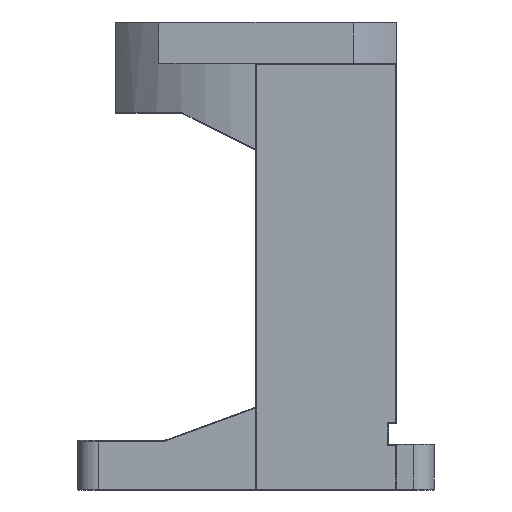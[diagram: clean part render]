
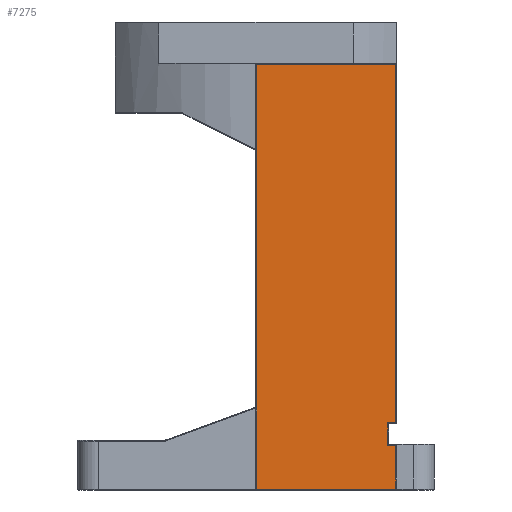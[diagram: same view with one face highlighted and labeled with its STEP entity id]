
A CAD part, left-side view. The second image highlights one B-rep face of the part: STEP entity #7275.
In plain terms, the highlighted planar face has unit normal (-1, 0, 0).
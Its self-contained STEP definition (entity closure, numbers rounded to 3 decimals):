
#3377 = VECTOR ( 'NONE', #3382, 1000. ) ;
#3382 = DIRECTION ( 'NONE',  ( 0., 1., 0. ) ) ;
#3548 = CARTESIAN_POINT ( 'NONE',  ( -44., -34., 4.8 ) ) ;
#3549 = LINE ( 'NONE', #3548, #3377 ) ;
#3641 = CARTESIAN_POINT ( 'NONE',  ( -44., -0.2, 96.8 ) ) ;
#3716 = CARTESIAN_POINT ( 'NONE',  ( -44., -31.8, 4.8 ) ) ;
#4055 = LINE ( 'NONE', #4064, #4063 ) ;
#4056 = CARTESIAN_POINT ( 'NONE',  ( -44., -33.8, 10.2 ) ) ;
#4057 = CARTESIAN_POINT ( 'NONE',  ( -44., -33.8, 96.8 ) ) ;
#4058 = DIRECTION ( 'NONE',  ( 0., 1., 0. ) ) ;
#4059 = VECTOR ( 'NONE', #4058, 1000. ) ;
#4060 = AXIS2_PLACEMENT_3D ( 'NONE', #4092, #4091, #4090 ) ;
#4061 = FACE_OUTER_BOUND ( 'NONE', #7282, .T. ) ;
#4062 = DIRECTION ( 'NONE',  ( 0., 0., 1. ) ) ;
#4063 = VECTOR ( 'NONE', #4062, 1000. ) ;
#4064 = CARTESIAN_POINT ( 'NONE',  ( -44., -33.8, 97. ) ) ;
#4065 = PLANE ( 'NONE',  #4060 ) ;
#4080 = CARTESIAN_POINT ( 'NONE',  ( -44., -33.8, 4.8 ) ) ;
#4082 = CARTESIAN_POINT ( 'NONE',  ( -44., 0., 96.8 ) ) ;
#4083 = LINE ( 'NONE', #4082, #4059 ) ;
#4084 = CARTESIAN_POINT ( 'NONE',  ( -44., -33.8, -5.8 ) ) ;
#4085 = DIRECTION ( 'NONE',  ( 0., -1., 0. ) ) ;
#4090 = DIRECTION ( 'NONE',  ( 0., -1., 0. ) ) ;
#4091 = DIRECTION ( 'NONE',  ( 1., 0., 0. ) ) ;
#4092 = CARTESIAN_POINT ( 'NONE',  ( -44., -34., 97. ) ) ;
#4094 = VECTOR ( 'NONE', #4085, 1000. ) ;
#4095 = CARTESIAN_POINT ( 'NONE',  ( -44., -34., -5.8 ) ) ;
#4096 = LINE ( 'NONE', #4095, #4094 ) ;
#4196 = DIRECTION ( 'NONE',  ( 0., 0., 1. ) ) ;
#4197 = VECTOR ( 'NONE', #4196, 1000. ) ;
#4198 = CARTESIAN_POINT ( 'NONE',  ( -44., -33.8, 5. ) ) ;
#4199 = LINE ( 'NONE', #4198, #4197 ) ;
#4200 = DIRECTION ( 'NONE',  ( 0., 0., -1. ) ) ;
#4201 = VECTOR ( 'NONE', #4200, 1000. ) ;
#4202 = CARTESIAN_POINT ( 'NONE',  ( -44., -0.2, 97. ) ) ;
#4203 = LINE ( 'NONE', #4202, #4201 ) ;
#4204 = CARTESIAN_POINT ( 'NONE',  ( -44., -0.2, -5.8 ) ) ;
#4205 = DIRECTION ( 'NONE',  ( 0., -1., 0. ) ) ;
#4206 = VECTOR ( 'NONE', #4205, 1000. ) ;
#4207 = CARTESIAN_POINT ( 'NONE',  ( -44., -34., 10.2 ) ) ;
#4208 = LINE ( 'NONE', #4207, #4206 ) ;
#4260 = CARTESIAN_POINT ( 'NONE',  ( -44., -31.8, 10.2 ) ) ;
#4263 = DIRECTION ( 'NONE',  ( 0., 0., 1. ) ) ;
#4264 = VECTOR ( 'NONE', #4263, 1000. ) ;
#4265 = CARTESIAN_POINT ( 'NONE',  ( -44., -31.8, 97. ) ) ;
#4266 = LINE ( 'NONE', #4265, #4264 ) ;
#7054 = EDGE_CURVE ( 'NONE', #7266, #7102, #3549, .T. ) ;
#7056 = VERTEX_POINT ( 'NONE', #3641 ) ;
#7102 = VERTEX_POINT ( 'NONE', #3716 ) ;
#7266 = VERTEX_POINT ( 'NONE', #4080 ) ;
#7267 = EDGE_CURVE ( 'NONE', #7389, #7268, #4096, .T. ) ;
#7268 = VERTEX_POINT ( 'NONE', #4084 ) ;
#7269 = EDGE_CURVE ( 'NONE', #7271, #7056, #4083, .T. ) ;
#7270 = ORIENTED_EDGE ( 'NONE', *, *, #7269, .T. ) ;
#7271 = VERTEX_POINT ( 'NONE', #4057 ) ;
#7272 = VERTEX_POINT ( 'NONE', #4056 ) ;
#7273 = EDGE_CURVE ( 'NONE', #7272, #7271, #4055, .T. ) ;
#7274 = ORIENTED_EDGE ( 'NONE', *, *, #7273, .T. ) ;
#7275 = ADVANCED_FACE ( 'NONE', ( #4061 ), #4065, .F. ) ;
#7282 = EDGE_LOOP ( 'NONE', ( #7274, #7270, #7391, #7390, #7393, #7388, #7359, #7361 ) ) ;
#7359 = ORIENTED_EDGE ( 'NONE', *, *, #7360, .T. ) ;
#7360 = EDGE_CURVE ( 'NONE', #7102, #7363, #4266, .T. ) ;
#7361 = ORIENTED_EDGE ( 'NONE', *, *, #7386, .T. ) ;
#7363 = VERTEX_POINT ( 'NONE', #4260 ) ;
#7386 = EDGE_CURVE ( 'NONE', #7363, #7272, #4208, .T. ) ;
#7388 = ORIENTED_EDGE ( 'NONE', *, *, #7054, .T. ) ;
#7389 = VERTEX_POINT ( 'NONE', #4204 ) ;
#7390 = ORIENTED_EDGE ( 'NONE', *, *, #7267, .T. ) ;
#7391 = ORIENTED_EDGE ( 'NONE', *, *, #7392, .T. ) ;
#7392 = EDGE_CURVE ( 'NONE', #7056, #7389, #4203, .T. ) ;
#7393 = ORIENTED_EDGE ( 'NONE', *, *, #7394, .T. ) ;
#7394 = EDGE_CURVE ( 'NONE', #7268, #7266, #4199, .T. ) ;
